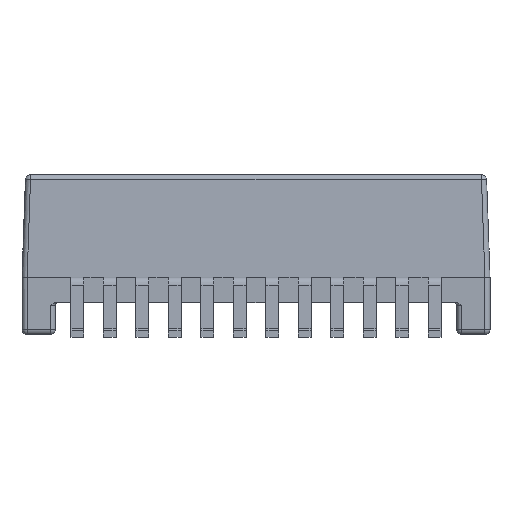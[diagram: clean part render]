
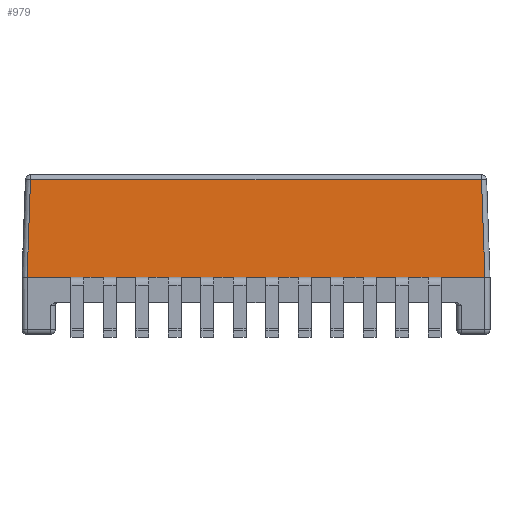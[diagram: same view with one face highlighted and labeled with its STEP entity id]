
A CAD part, front view. The second image highlights one B-rep face of the part: STEP entity #979.
In plain terms, the highlighted planar face has unit normal (0, -0.999, 0.035).
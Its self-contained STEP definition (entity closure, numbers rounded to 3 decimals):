
#979=ADVANCED_FACE('',(#2378),#2379,.T.);
#2378=FACE_OUTER_BOUND('',#4340,.T.);
#2379=PLANE('',#4341);
#4340=EDGE_LOOP('',(#9219,#9220,#9221,#9222,#9223,#9224,#9225,#9226,#9227,#9228,#9229,#9230,#9231,#9232,#9233,#9234,#9235,#9236,#9237,#9238,#9239,#9240,#9241,#9242,#9243,#9244,#9245,#9246,#9247,#9248));
#4341=AXIS2_PLACEMENT_3D('',#9249,#9250,#9251);
#9219=ORIENTED_EDGE('',*,*,#15162,.T.);
#9220=ORIENTED_EDGE('',*,*,#15166,.T.);
#9221=ORIENTED_EDGE('',*,*,#15167,.T.);
#9222=ORIENTED_EDGE('',*,*,#15168,.T.);
#9223=ORIENTED_EDGE('',*,*,#15169,.T.);
#9224=ORIENTED_EDGE('',*,*,#14930,.T.);
#9225=ORIENTED_EDGE('',*,*,#15078,.T.);
#9226=ORIENTED_EDGE('',*,*,#14926,.T.);
#9227=ORIENTED_EDGE('',*,*,#15170,.T.);
#9228=ORIENTED_EDGE('',*,*,#14922,.T.);
#9229=ORIENTED_EDGE('',*,*,#15171,.T.);
#9230=ORIENTED_EDGE('',*,*,#14918,.T.);
#9231=ORIENTED_EDGE('',*,*,#15172,.T.);
#9232=ORIENTED_EDGE('',*,*,#14914,.T.);
#9233=ORIENTED_EDGE('',*,*,#15173,.T.);
#9234=ORIENTED_EDGE('',*,*,#14910,.T.);
#9235=ORIENTED_EDGE('',*,*,#15174,.T.);
#9236=ORIENTED_EDGE('',*,*,#14906,.T.);
#9237=ORIENTED_EDGE('',*,*,#15175,.F.);
#9238=ORIENTED_EDGE('',*,*,#14902,.T.);
#9239=ORIENTED_EDGE('',*,*,#15176,.F.);
#9240=ORIENTED_EDGE('',*,*,#14898,.T.);
#9241=ORIENTED_EDGE('',*,*,#15177,.F.);
#9242=ORIENTED_EDGE('',*,*,#14894,.T.);
#9243=ORIENTED_EDGE('',*,*,#15178,.F.);
#9244=ORIENTED_EDGE('',*,*,#14890,.T.);
#9245=ORIENTED_EDGE('',*,*,#15179,.F.);
#9246=ORIENTED_EDGE('',*,*,#14886,.T.);
#9247=ORIENTED_EDGE('',*,*,#15180,.F.);
#9248=ORIENTED_EDGE('',*,*,#14939,.T.);
#9249=CARTESIAN_POINT('',(0.0,-6.1,0.0));
#9250=DIRECTION('',(0.0,-0.999,0.035));
#9251=DIRECTION('',(-1.0,0.0,0.0));
#14886=EDGE_CURVE('',#18288,#18285,#18289,.F.);
#14890=EDGE_CURVE('',#18296,#18294,#18297,.F.);
#14894=EDGE_CURVE('',#18304,#18302,#18305,.F.);
#14898=EDGE_CURVE('',#18312,#18310,#18313,.F.);
#14902=EDGE_CURVE('',#18320,#18318,#18321,.F.);
#14906=EDGE_CURVE('',#18328,#18326,#18329,.F.);
#14910=EDGE_CURVE('',#18336,#18334,#18337,.F.);
#14914=EDGE_CURVE('',#18344,#18342,#18345,.F.);
#14918=EDGE_CURVE('',#18352,#18350,#18353,.F.);
#14922=EDGE_CURVE('',#18360,#18358,#18361,.F.);
#14926=EDGE_CURVE('',#18368,#18366,#18369,.F.);
#14930=EDGE_CURVE('',#18376,#18374,#18377,.F.);
#14939=EDGE_CURVE('',#18393,#18391,#18394,.F.);
#15078=EDGE_CURVE('',#18374,#18368,#18647,.F.);
#15162=EDGE_CURVE('',#18391,#18753,#18754,.F.);
#15166=EDGE_CURVE('',#18753,#18759,#18760,.T.);
#15167=EDGE_CURVE('',#18759,#18761,#18762,.F.);
#15168=EDGE_CURVE('',#18761,#18763,#18764,.F.);
#15169=EDGE_CURVE('',#18763,#18376,#18765,.F.);
#15170=EDGE_CURVE('',#18366,#18360,#18766,.F.);
#15171=EDGE_CURVE('',#18358,#18352,#18767,.F.);
#15172=EDGE_CURVE('',#18350,#18344,#18768,.F.);
#15173=EDGE_CURVE('',#18342,#18336,#18769,.F.);
#15174=EDGE_CURVE('',#18334,#18328,#18770,.F.);
#15175=EDGE_CURVE('',#18320,#18326,#18771,.F.);
#15176=EDGE_CURVE('',#18312,#18318,#18772,.F.);
#15177=EDGE_CURVE('',#18304,#18310,#18773,.F.);
#15178=EDGE_CURVE('',#18296,#18302,#18774,.F.);
#15179=EDGE_CURVE('',#18288,#18294,#18775,.F.);
#15180=EDGE_CURVE('',#18393,#18285,#18776,.F.);
#18285=VERTEX_POINT('',#28780);
#18288=VERTEX_POINT('',#28784);
#18289=LINE('',#28785,#28786);
#18294=VERTEX_POINT('',#28793);
#18296=VERTEX_POINT('',#28796);
#18297=LINE('',#28797,#28798);
#18302=VERTEX_POINT('',#28805);
#18304=VERTEX_POINT('',#28808);
#18305=LINE('',#28809,#28810);
#18310=VERTEX_POINT('',#28817);
#18312=VERTEX_POINT('',#28820);
#18313=LINE('',#28821,#28822);
#18318=VERTEX_POINT('',#28829);
#18320=VERTEX_POINT('',#28832);
#18321=LINE('',#28833,#28834);
#18326=VERTEX_POINT('',#28841);
#18328=VERTEX_POINT('',#28844);
#18329=LINE('',#28845,#28846);
#18334=VERTEX_POINT('',#28853);
#18336=VERTEX_POINT('',#28856);
#18337=LINE('',#28857,#28858);
#18342=VERTEX_POINT('',#28865);
#18344=VERTEX_POINT('',#28868);
#18345=LINE('',#28869,#28870);
#18350=VERTEX_POINT('',#28877);
#18352=VERTEX_POINT('',#28880);
#18353=LINE('',#28881,#28882);
#18358=VERTEX_POINT('',#28889);
#18360=VERTEX_POINT('',#28892);
#18361=LINE('',#28893,#28894);
#18366=VERTEX_POINT('',#28901);
#18368=VERTEX_POINT('',#28904);
#18369=LINE('',#28905,#28906);
#18374=VERTEX_POINT('',#28913);
#18376=VERTEX_POINT('',#28916);
#18377=LINE('',#28917,#28918);
#18391=VERTEX_POINT('',#28943);
#18393=VERTEX_POINT('',#28946);
#18394=LINE('',#28947,#28948);
#18647=LINE('',#29318,#29319);
#18753=VERTEX_POINT('',#29452);
#18754=LINE('',#29453,#29454);
#18759=VERTEX_POINT('',#29460);
#18760=LINE('',#29461,#29462);
#18761=VERTEX_POINT('',#29463);
#18762=LINE('',#29464,#29465);
#18763=VERTEX_POINT('',#29466);
#18764=LINE('',#29467,#29468);
#18765=LINE('',#29469,#29470);
#18766=LINE('',#29471,#29472);
#18767=LINE('',#29473,#29474);
#18768=LINE('',#29475,#29476);
#18769=LINE('',#29477,#29478);
#18770=LINE('',#29479,#29480);
#18771=LINE('',#29481,#29482);
#18772=LINE('',#29483,#29484);
#18773=LINE('',#29485,#29486);
#18774=LINE('',#29487,#29488);
#18775=LINE('',#29489,#29490);
#18776=LINE('',#29491,#29492);
#28780=CARTESIAN_POINT('',(6.735,-6.1,0.));
#28784=CARTESIAN_POINT('',(5.965,-6.1,0.0));
#28785=CARTESIAN_POINT('',(0.0,-6.1,0.0));
#28786=VECTOR('',#34317,1000.0);
#28793=CARTESIAN_POINT('',(5.465,-6.1,0.));
#28796=CARTESIAN_POINT('',(4.695,-6.1,0.0));
#28797=CARTESIAN_POINT('',(0.0,-6.1,0.0));
#28798=VECTOR('',#34321,1000.0);
#28805=CARTESIAN_POINT('',(4.195,-6.1,0.));
#28808=CARTESIAN_POINT('',(3.425,-6.1,0.0));
#28809=CARTESIAN_POINT('',(0.0,-6.1,0.0));
#28810=VECTOR('',#34325,1000.0);
#28817=CARTESIAN_POINT('',(2.925,-6.1,0.));
#28820=CARTESIAN_POINT('',(2.155,-6.1,0.0));
#28821=CARTESIAN_POINT('',(0.0,-6.1,0.0));
#28822=VECTOR('',#34329,1000.0);
#28829=CARTESIAN_POINT('',(1.655,-6.1,0.0));
#28832=CARTESIAN_POINT('',(0.885,-6.1,0.0));
#28833=CARTESIAN_POINT('',(0.0,-6.1,0.0));
#28834=VECTOR('',#34333,1000.0);
#28841=CARTESIAN_POINT('',(0.385,-6.1,0.0));
#28844=CARTESIAN_POINT('',(-0.385,-6.1,0.0));
#28845=CARTESIAN_POINT('',(0.0,-6.1,0.0));
#28846=VECTOR('',#34337,1000.0);
#28853=CARTESIAN_POINT('',(-0.885,-6.1,0.0));
#28856=CARTESIAN_POINT('',(-1.655,-6.1,0.0));
#28857=CARTESIAN_POINT('',(0.0,-6.1,0.0));
#28858=VECTOR('',#34341,1000.0);
#28865=CARTESIAN_POINT('',(-2.155,-6.1,0.0));
#28868=CARTESIAN_POINT('',(-2.925,-6.1,0.0));
#28869=CARTESIAN_POINT('',(0.0,-6.1,0.0));
#28870=VECTOR('',#34345,1000.0);
#28877=CARTESIAN_POINT('',(-3.425,-6.1,0.));
#28880=CARTESIAN_POINT('',(-4.195,-6.1,0.0));
#28881=CARTESIAN_POINT('',(0.0,-6.1,0.0));
#28882=VECTOR('',#34349,1000.0);
#28889=CARTESIAN_POINT('',(-4.695,-6.1,0.));
#28892=CARTESIAN_POINT('',(-5.465,-6.1,0.0));
#28893=CARTESIAN_POINT('',(0.0,-6.1,0.0));
#28894=VECTOR('',#34353,1000.0);
#28901=CARTESIAN_POINT('',(-5.965,-6.1,0.));
#28904=CARTESIAN_POINT('',(-6.735,-6.1,0.0));
#28905=CARTESIAN_POINT('',(0.0,-6.1,0.0));
#28906=VECTOR('',#34357,1000.0);
#28913=CARTESIAN_POINT('',(-7.235,-6.1,0.));
#28916=CARTESIAN_POINT('',(-8.95,-6.1,0.0));
#28917=CARTESIAN_POINT('',(0.0,-6.1,0.0));
#28918=VECTOR('',#34361,1000.0);
#28943=CARTESIAN_POINT('',(8.95,-6.1,0.0));
#28946=CARTESIAN_POINT('',(7.235,-6.1,0.0));
#28947=CARTESIAN_POINT('',(0.0,-6.1,0.0));
#28948=VECTOR('',#34369,1000.0);
#29318=CARTESIAN_POINT('',(-6.735,-6.1,0.));
#29319=VECTOR('',#34514,1000.0);
#29452=CARTESIAN_POINT('',(8.95,-6.1,0.0));
#29453=CARTESIAN_POINT('',(0.0,-6.1,0.0));
#29454=VECTOR('',#34623,1000.0);
#29460=CARTESIAN_POINT('',(8.817,-5.967,3.807));
#29461=CARTESIAN_POINT('',(8.939,-6.089,0.312));
#29462=VECTOR('',#34628,1000.0);
#29463=CARTESIAN_POINT('',(-8.817,-5.967,3.807));
#29464=CARTESIAN_POINT('',(-9.01,-5.967,3.807));
#29465=VECTOR('',#34629,1000.0);
#29466=CARTESIAN_POINT('',(-8.95,-6.1,0.0));
#29467=CARTESIAN_POINT('',(-8.939,-6.089,0.312));
#29468=VECTOR('',#34630,1000.0);
#29469=CARTESIAN_POINT('',(0.0,-6.1,0.0));
#29470=VECTOR('',#34631,1000.0);
#29471=CARTESIAN_POINT('',(-5.465,-6.1,0.));
#29472=VECTOR('',#34632,1000.0);
#29473=CARTESIAN_POINT('',(-4.195,-6.1,0.));
#29474=VECTOR('',#34633,1000.0);
#29475=CARTESIAN_POINT('',(-2.925,-6.1,0.));
#29476=VECTOR('',#34634,1000.0);
#29477=CARTESIAN_POINT('',(-1.655,-6.1,0.0));
#29478=VECTOR('',#34635,1000.0);
#29479=CARTESIAN_POINT('',(-0.385,-6.1,0.0));
#29480=VECTOR('',#34636,1000.0);
#29481=CARTESIAN_POINT('',(0.385,-6.1,0.0));
#29482=VECTOR('',#34637,1000.0);
#29483=CARTESIAN_POINT('',(1.655,-6.1,0.0));
#29484=VECTOR('',#34638,1000.0);
#29485=CARTESIAN_POINT('',(2.925,-6.1,0.));
#29486=VECTOR('',#34639,1000.0);
#29487=CARTESIAN_POINT('',(4.195,-6.1,0.));
#29488=VECTOR('',#34640,1000.0);
#29489=CARTESIAN_POINT('',(5.465,-6.1,0.));
#29490=VECTOR('',#34641,1000.0);
#29491=CARTESIAN_POINT('',(6.735,-6.1,0.));
#29492=VECTOR('',#34642,1000.0);
#34317=DIRECTION('',(-1.0,0.0,0.0));
#34321=DIRECTION('',(-1.0,0.0,0.0));
#34325=DIRECTION('',(-1.0,0.0,0.0));
#34329=DIRECTION('',(-1.0,0.0,0.0));
#34333=DIRECTION('',(-1.0,0.0,0.0));
#34337=DIRECTION('',(-1.0,0.0,0.0));
#34341=DIRECTION('',(-1.0,0.0,0.0));
#34345=DIRECTION('',(-1.0,0.0,0.0));
#34349=DIRECTION('',(-1.0,0.0,0.0));
#34353=DIRECTION('',(-1.0,0.0,0.0));
#34357=DIRECTION('',(-1.0,0.0,0.0));
#34361=DIRECTION('',(-1.0,0.0,0.0));
#34369=DIRECTION('',(-1.0,0.0,0.0));
#34514=DIRECTION('',(-1.0,0.0,0.));
#34623=DIRECTION('',(-1.0,0.0,0.0));
#34628=DIRECTION('',(-0.035,0.035,0.999));
#34629=DIRECTION('',(1.0,0.0,0.0));
#34630=DIRECTION('',(0.035,0.035,0.999));
#34631=DIRECTION('',(-1.0,0.0,0.0));
#34632=DIRECTION('',(-1.0,0.0,0.0));
#34633=DIRECTION('',(-1.0,0.0,0.0));
#34634=DIRECTION('',(-1.0,0.0,0.0));
#34635=DIRECTION('',(-1.0,0.0,0.0));
#34636=DIRECTION('',(-1.0,0.0,0.0));
#34637=DIRECTION('',(1.0,0.0,0.0));
#34638=DIRECTION('',(1.0,0.0,0.0));
#34639=DIRECTION('',(1.0,0.0,0.0));
#34640=DIRECTION('',(1.0,0.0,0.0));
#34641=DIRECTION('',(1.0,0.0,0.0));
#34642=DIRECTION('',(1.0,0.0,0.));
